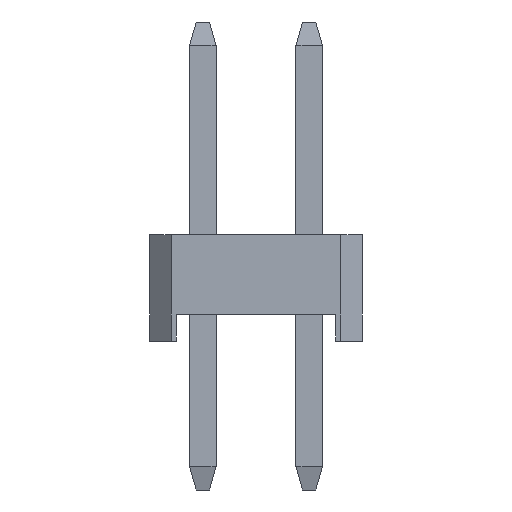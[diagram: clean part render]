
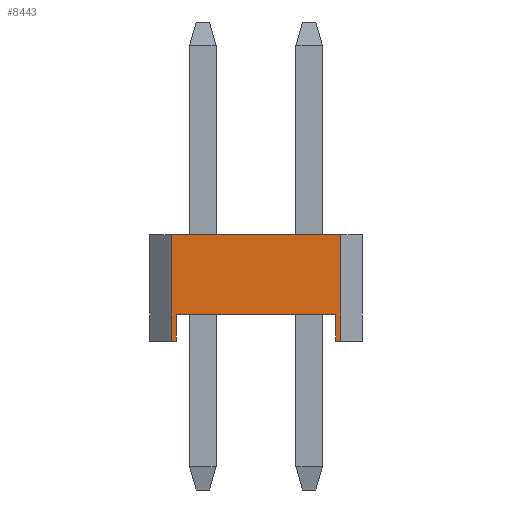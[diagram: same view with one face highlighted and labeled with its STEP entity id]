
A CAD part, front view. The second image highlights one B-rep face of the part: STEP entity #8443.
In plain terms, the highlighted planar face has unit normal (0, -1, 0).
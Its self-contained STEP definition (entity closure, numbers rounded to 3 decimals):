
#55 = PLANE('',#56);
#56 = AXIS2_PLACEMENT_3D('',#57,#58,#59);
#57 = CARTESIAN_POINT('',(1.,-4.,2.));
#58 = DIRECTION('',(0.,0.,1.));
#59 = DIRECTION('',(0.,1.,0.));
#332 = PLANE('',#333);
#333 = AXIS2_PLACEMENT_3D('',#334,#335,#336);
#334 = CARTESIAN_POINT('',(1.,-3.,0.5));
#335 = DIRECTION('',(0.,0.,1.));
#336 = DIRECTION('',(0.,1.,0.));
#6437 = PLANE('',#6438);
#6438 = AXIS2_PLACEMENT_3D('',#6439,#6440,#6441);
#6439 = CARTESIAN_POINT('',(-0.5,-3.,-0.25));
#6440 = DIRECTION('',(1.,0.,0.));
#6441 = DIRECTION('',(0.,0.,-1.));
#6462 = VERTEX_POINT('',#6463);
#6463 = CARTESIAN_POINT('',(-0.5,-4.95,0.5));
#6484 = EDGE_CURVE('',#6485,#6462,#6487,.T.);
#6485 = VERTEX_POINT('',#6486);
#6486 = CARTESIAN_POINT('',(-0.5,-4.95,0.));
#6487 = SURFACE_CURVE('',#6488,(#6492,#6499),.PCURVE_S1.);
#6488 = LINE('',#6489,#6490);
#6489 = CARTESIAN_POINT('',(-0.5,-4.95,-0.125));
#6490 = VECTOR('',#6491,1.);
#6491 = DIRECTION('',(0.,0.,1.));
#6492 = PCURVE('',#6437,#6493);
#6493 = DEFINITIONAL_REPRESENTATION('',(#6494),#6498);
#6494 = LINE('',#6495,#6496);
#6495 = CARTESIAN_POINT('',(-0.125,-1.95));
#6496 = VECTOR('',#6497,1.);
#6497 = DIRECTION('',(-1.,0.));
#6498 = ( GEOMETRIC_REPRESENTATION_CONTEXT(2) 
PARAMETRIC_REPRESENTATION_CONTEXT() REPRESENTATION_CONTEXT('2D SPACE',''
  ) );
#6499 = PCURVE('',#6500,#6505);
#6500 = PLANE('',#6501);
#6501 = AXIS2_PLACEMENT_3D('',#6502,#6503,#6504);
#6502 = CARTESIAN_POINT('',(1.,-4.95,0.));
#6503 = DIRECTION('',(0.,-1.,0.));
#6504 = DIRECTION('',(1.,0.,0.));
#6505 = DEFINITIONAL_REPRESENTATION('',(#6506),#6510);
#6506 = LINE('',#6507,#6508);
#6507 = CARTESIAN_POINT('',(-1.5,-0.125));
#6508 = VECTOR('',#6509,1.);
#6509 = DIRECTION('',(0.,1.));
#6510 = ( GEOMETRIC_REPRESENTATION_CONTEXT(2) 
PARAMETRIC_REPRESENTATION_CONTEXT() REPRESENTATION_CONTEXT('2D SPACE',''
  ) );
#6526 = PLANE('',#6527);
#6527 = AXIS2_PLACEMENT_3D('',#6528,#6529,#6530);
#6528 = CARTESIAN_POINT('',(1.,-4.,0.));
#6529 = DIRECTION('',(0.,0.,1.));
#6530 = DIRECTION('',(0.,1.,0.));
#6601 = VERTEX_POINT('',#6602);
#6602 = CARTESIAN_POINT('',(2.5,-4.95,0.5));
#6616 = PLANE('',#6617);
#6617 = AXIS2_PLACEMENT_3D('',#6618,#6619,#6620);
#6618 = CARTESIAN_POINT('',(2.5,-3.,-0.25));
#6619 = DIRECTION('',(-1.,0.,0.));
#6620 = DIRECTION('',(0.,0.,1.));
#6628 = EDGE_CURVE('',#6462,#6601,#6629,.T.);
#6629 = SURFACE_CURVE('',#6630,(#6634,#6641),.PCURVE_S1.);
#6630 = LINE('',#6631,#6632);
#6631 = CARTESIAN_POINT('',(1.,-4.95,0.5));
#6632 = VECTOR('',#6633,1.);
#6633 = DIRECTION('',(1.,0.,0.));
#6634 = PCURVE('',#332,#6635);
#6635 = DEFINITIONAL_REPRESENTATION('',(#6636),#6640);
#6636 = LINE('',#6637,#6638);
#6637 = CARTESIAN_POINT('',(-1.95,0.));
#6638 = VECTOR('',#6639,1.);
#6639 = DIRECTION('',(0.,-1.));
#6640 = ( GEOMETRIC_REPRESENTATION_CONTEXT(2) 
PARAMETRIC_REPRESENTATION_CONTEXT() REPRESENTATION_CONTEXT('2D SPACE',''
  ) );
#6641 = PCURVE('',#6500,#6642);
#6642 = DEFINITIONAL_REPRESENTATION('',(#6643),#6647);
#6643 = LINE('',#6644,#6645);
#6644 = CARTESIAN_POINT('',(0.,0.5));
#6645 = VECTOR('',#6646,1.);
#6646 = DIRECTION('',(1.,0.));
#6647 = ( GEOMETRIC_REPRESENTATION_CONTEXT(2) 
PARAMETRIC_REPRESENTATION_CONTEXT() REPRESENTATION_CONTEXT('2D SPACE',''
  ) );
#6677 = VERTEX_POINT('',#6678);
#6678 = CARTESIAN_POINT('',(2.5,-4.95,0.));
#6692 = PLANE('',#6693);
#6693 = AXIS2_PLACEMENT_3D('',#6694,#6695,#6696);
#6694 = CARTESIAN_POINT('',(1.,-4.,0.));
#6695 = DIRECTION('',(0.,0.,1.));
#6696 = DIRECTION('',(0.,1.,0.));
#6704 = EDGE_CURVE('',#6601,#6677,#6705,.T.);
#6705 = SURFACE_CURVE('',#6706,(#6710,#6717),.PCURVE_S1.);
#6706 = LINE('',#6707,#6708);
#6707 = CARTESIAN_POINT('',(2.5,-4.95,-0.125));
#6708 = VECTOR('',#6709,1.);
#6709 = DIRECTION('',(0.,0.,-1.));
#6710 = PCURVE('',#6616,#6711);
#6711 = DEFINITIONAL_REPRESENTATION('',(#6712),#6716);
#6712 = LINE('',#6713,#6714);
#6713 = CARTESIAN_POINT('',(0.125,-1.95));
#6714 = VECTOR('',#6715,1.);
#6715 = DIRECTION('',(-1.,0.));
#6716 = ( GEOMETRIC_REPRESENTATION_CONTEXT(2) 
PARAMETRIC_REPRESENTATION_CONTEXT() REPRESENTATION_CONTEXT('2D SPACE',''
  ) );
#6717 = PCURVE('',#6500,#6718);
#6718 = DEFINITIONAL_REPRESENTATION('',(#6719),#6723);
#6719 = LINE('',#6720,#6721);
#6720 = CARTESIAN_POINT('',(1.5,-0.125));
#6721 = VECTOR('',#6722,1.);
#6722 = DIRECTION('',(0.,-1.));
#6723 = ( GEOMETRIC_REPRESENTATION_CONTEXT(2) 
PARAMETRIC_REPRESENTATION_CONTEXT() REPRESENTATION_CONTEXT('2D SPACE',''
  ) );
#6859 = EDGE_CURVE('',#6485,#6860,#6862,.T.);
#6860 = VERTEX_POINT('',#6861);
#6861 = CARTESIAN_POINT('',(-0.595,-4.95,0.)
  );
#6862 = SURFACE_CURVE('',#6863,(#6867,#6874),.PCURVE_S1.);
#6863 = LINE('',#6864,#6865);
#6864 = CARTESIAN_POINT('',(2.595,-4.95,0.));
#6865 = VECTOR('',#6866,1.);
#6866 = DIRECTION('',(-1.,0.,0.));
#6867 = PCURVE('',#6526,#6868);
#6868 = DEFINITIONAL_REPRESENTATION('',(#6869),#6873);
#6869 = LINE('',#6870,#6871);
#6870 = CARTESIAN_POINT('',(-0.95,-1.595));
#6871 = VECTOR('',#6872,1.);
#6872 = DIRECTION('',(0.,1.));
#6873 = ( GEOMETRIC_REPRESENTATION_CONTEXT(2) 
PARAMETRIC_REPRESENTATION_CONTEXT() REPRESENTATION_CONTEXT('2D SPACE',''
  ) );
#6874 = PCURVE('',#6500,#6875);
#6875 = DEFINITIONAL_REPRESENTATION('',(#6876),#6880);
#6876 = LINE('',#6877,#6878);
#6877 = CARTESIAN_POINT('',(1.595,0.));
#6878 = VECTOR('',#6879,1.);
#6879 = DIRECTION('',(-1.,0.));
#6880 = ( GEOMETRIC_REPRESENTATION_CONTEXT(2) 
PARAMETRIC_REPRESENTATION_CONTEXT() REPRESENTATION_CONTEXT('2D SPACE',''
  ) );
#6898 = PLANE('',#6899);
#6899 = AXIS2_PLACEMENT_3D('',#6900,#6901,#6902);
#6900 = CARTESIAN_POINT('',(-0.798,-4.761,
    0.));
#6901 = DIRECTION('',(-0.683,-0.731,
    0.));
#6902 = DIRECTION('',(0.731,-0.683,0.
    ));
#7857 = VERTEX_POINT('',#7858);
#7858 = CARTESIAN_POINT('',(2.595,-4.95,0.));
#7872 = PLANE('',#7873);
#7873 = AXIS2_PLACEMENT_3D('',#7874,#7875,#7876);
#7874 = CARTESIAN_POINT('',(2.798,-4.761,
    0.));
#7875 = DIRECTION('',(0.683,-0.731,0.
    ));
#7876 = DIRECTION('',(0.731,0.683,0.)
  );
#7884 = EDGE_CURVE('',#7857,#6677,#7885,.T.);
#7885 = SURFACE_CURVE('',#7886,(#7890,#7897),.PCURVE_S1.);
#7886 = LINE('',#7887,#7888);
#7887 = CARTESIAN_POINT('',(2.595,-4.95,0.));
#7888 = VECTOR('',#7889,1.);
#7889 = DIRECTION('',(-1.,0.,0.));
#7890 = PCURVE('',#6692,#7891);
#7891 = DEFINITIONAL_REPRESENTATION('',(#7892),#7896);
#7892 = LINE('',#7893,#7894);
#7893 = CARTESIAN_POINT('',(-0.95,-1.595));
#7894 = VECTOR('',#7895,1.);
#7895 = DIRECTION('',(0.,1.));
#7896 = ( GEOMETRIC_REPRESENTATION_CONTEXT(2) 
PARAMETRIC_REPRESENTATION_CONTEXT() REPRESENTATION_CONTEXT('2D SPACE',''
  ) );
#7897 = PCURVE('',#6500,#7898);
#7898 = DEFINITIONAL_REPRESENTATION('',(#7899),#7903);
#7899 = LINE('',#7900,#7901);
#7900 = CARTESIAN_POINT('',(1.595,0.));
#7901 = VECTOR('',#7902,1.);
#7902 = DIRECTION('',(-1.,0.));
#7903 = ( GEOMETRIC_REPRESENTATION_CONTEXT(2) 
PARAMETRIC_REPRESENTATION_CONTEXT() REPRESENTATION_CONTEXT('2D SPACE',''
  ) );
#8399 = VERTEX_POINT('',#8400);
#8400 = CARTESIAN_POINT('',(2.595,-4.95,2.));
#8421 = EDGE_CURVE('',#7857,#8399,#8422,.T.);
#8422 = SURFACE_CURVE('',#8423,(#8427,#8434),.PCURVE_S1.);
#8423 = LINE('',#8424,#8425);
#8424 = CARTESIAN_POINT('',(2.595,-4.95,0.));
#8425 = VECTOR('',#8426,1.);
#8426 = DIRECTION('',(0.,0.,1.));
#8427 = PCURVE('',#7872,#8428);
#8428 = DEFINITIONAL_REPRESENTATION('',(#8429),#8433);
#8429 = LINE('',#8430,#8431);
#8430 = CARTESIAN_POINT('',(-0.277,0.));
#8431 = VECTOR('',#8432,1.);
#8432 = DIRECTION('',(0.,1.));
#8433 = ( GEOMETRIC_REPRESENTATION_CONTEXT(2) 
PARAMETRIC_REPRESENTATION_CONTEXT() REPRESENTATION_CONTEXT('2D SPACE',''
  ) );
#8434 = PCURVE('',#6500,#8435);
#8435 = DEFINITIONAL_REPRESENTATION('',(#8436),#8440);
#8436 = LINE('',#8437,#8438);
#8437 = CARTESIAN_POINT('',(1.595,0.));
#8438 = VECTOR('',#8439,1.);
#8439 = DIRECTION('',(0.,1.));
#8440 = ( GEOMETRIC_REPRESENTATION_CONTEXT(2) 
PARAMETRIC_REPRESENTATION_CONTEXT() REPRESENTATION_CONTEXT('2D SPACE',''
  ) );
#8443 = ADVANCED_FACE('',(#8444),#6500,.T.);
#8444 = FACE_BOUND('',#8445,.T.);
#8445 = EDGE_LOOP('',(#8446,#8447,#8448,#8449,#8472,#8493,#8494,#8495));
#8446 = ORIENTED_EDGE('',*,*,#6704,.T.);
#8447 = ORIENTED_EDGE('',*,*,#7884,.F.);
#8448 = ORIENTED_EDGE('',*,*,#8421,.T.);
#8449 = ORIENTED_EDGE('',*,*,#8450,.T.);
#8450 = EDGE_CURVE('',#8399,#8451,#8453,.T.);
#8451 = VERTEX_POINT('',#8452);
#8452 = CARTESIAN_POINT('',(-0.595,-4.95,2.));
#8453 = SURFACE_CURVE('',#8454,(#8458,#8465),.PCURVE_S1.);
#8454 = LINE('',#8455,#8456);
#8455 = CARTESIAN_POINT('',(2.595,-4.95,2.));
#8456 = VECTOR('',#8457,1.);
#8457 = DIRECTION('',(-1.,0.,0.));
#8458 = PCURVE('',#6500,#8459);
#8459 = DEFINITIONAL_REPRESENTATION('',(#8460),#8464);
#8460 = LINE('',#8461,#8462);
#8461 = CARTESIAN_POINT('',(1.595,2.));
#8462 = VECTOR('',#8463,1.);
#8463 = DIRECTION('',(-1.,0.));
#8464 = ( GEOMETRIC_REPRESENTATION_CONTEXT(2) 
PARAMETRIC_REPRESENTATION_CONTEXT() REPRESENTATION_CONTEXT('2D SPACE',''
  ) );
#8465 = PCURVE('',#55,#8466);
#8466 = DEFINITIONAL_REPRESENTATION('',(#8467),#8471);
#8467 = LINE('',#8468,#8469);
#8468 = CARTESIAN_POINT('',(-0.95,-1.595));
#8469 = VECTOR('',#8470,1.);
#8470 = DIRECTION('',(0.,1.));
#8471 = ( GEOMETRIC_REPRESENTATION_CONTEXT(2) 
PARAMETRIC_REPRESENTATION_CONTEXT() REPRESENTATION_CONTEXT('2D SPACE',''
  ) );
#8472 = ORIENTED_EDGE('',*,*,#8473,.F.);
#8473 = EDGE_CURVE('',#6860,#8451,#8474,.T.);
#8474 = SURFACE_CURVE('',#8475,(#8479,#8486),.PCURVE_S1.);
#8475 = LINE('',#8476,#8477);
#8476 = CARTESIAN_POINT('',(-0.595,-4.95,0.)
  );
#8477 = VECTOR('',#8478,1.);
#8478 = DIRECTION('',(0.,0.,1.));
#8479 = PCURVE('',#6500,#8480);
#8480 = DEFINITIONAL_REPRESENTATION('',(#8481),#8485);
#8481 = LINE('',#8482,#8483);
#8482 = CARTESIAN_POINT('',(-1.595,0.));
#8483 = VECTOR('',#8484,1.);
#8484 = DIRECTION('',(0.,1.));
#8485 = ( GEOMETRIC_REPRESENTATION_CONTEXT(2) 
PARAMETRIC_REPRESENTATION_CONTEXT() REPRESENTATION_CONTEXT('2D SPACE',''
  ) );
#8486 = PCURVE('',#6898,#8487);
#8487 = DEFINITIONAL_REPRESENTATION('',(#8488),#8492);
#8488 = LINE('',#8489,#8490);
#8489 = CARTESIAN_POINT('',(0.277,0.));
#8490 = VECTOR('',#8491,1.);
#8491 = DIRECTION('',(0.,1.));
#8492 = ( GEOMETRIC_REPRESENTATION_CONTEXT(2) 
PARAMETRIC_REPRESENTATION_CONTEXT() REPRESENTATION_CONTEXT('2D SPACE',''
  ) );
#8493 = ORIENTED_EDGE('',*,*,#6859,.F.);
#8494 = ORIENTED_EDGE('',*,*,#6484,.T.);
#8495 = ORIENTED_EDGE('',*,*,#6628,.T.);
